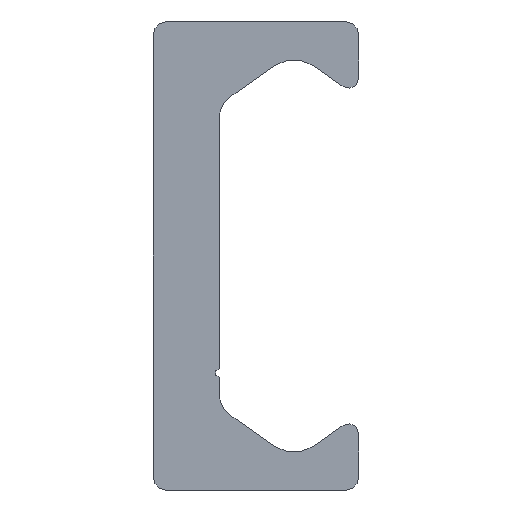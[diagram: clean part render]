
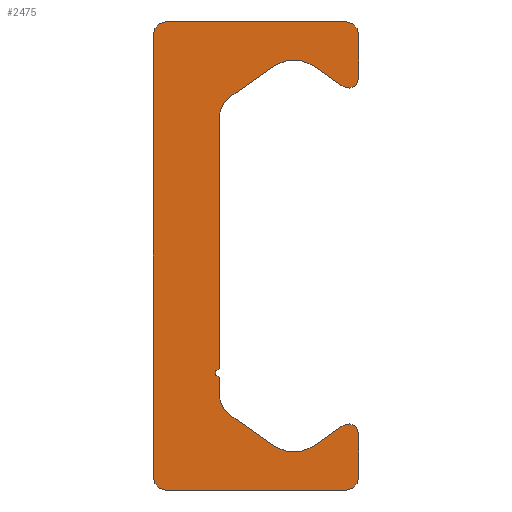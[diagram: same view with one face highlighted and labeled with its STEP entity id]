
A CAD part, left-side view. The second image highlights one B-rep face of the part: STEP entity #2475.
In plain terms, the highlighted planar face has unit normal (-1, 0, 0).
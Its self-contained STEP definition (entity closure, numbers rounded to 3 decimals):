
#1572=CARTESIAN_POINT('',(0.0,5.4,-14.));
#1573=VERTEX_POINT('',#1572);
#1580=CARTESIAN_POINT('',(0.0,6.15,-13.25));
#1581=VERTEX_POINT('',#1580);
#1582=CARTESIAN_POINT('',(0.0,5.4,-13.25));
#1583=DIRECTION('',(1.0,0.0,0.0));
#1584=DIRECTION('',(0.0,0.0,-1.0));
#1585=AXIS2_PLACEMENT_3D('',#1582,#1583,#1584);
#1586=CIRCLE('',#1585,0.75);
#1587=EDGE_CURVE('',#1573,#1581,#1586,.T.);
#1611=CARTESIAN_POINT('',(0.0,-5.4,-14.));
#1612=VERTEX_POINT('',#1611);
#1619=CARTESIAN_POINT('',(0.0,-5.4,-14.));
#1620=DIRECTION('',(0.0,1.0,0.0));
#1621=VECTOR('',#1620,10.8);
#1622=LINE('',#1619,#1621);
#1623=EDGE_CURVE('',#1612,#1573,#1622,.T.);
#1643=CARTESIAN_POINT('',(0.0,-6.15,-13.25));
#1644=VERTEX_POINT('',#1643);
#1651=CARTESIAN_POINT('',(0.0,-5.4,-13.25));
#1652=DIRECTION('',(1.0,0.0,0.0));
#1653=DIRECTION('',(0.0,-1.0,0.0));
#1654=AXIS2_PLACEMENT_3D('',#1651,#1652,#1653);
#1655=CIRCLE('',#1654,0.75);
#1656=EDGE_CURVE('',#1644,#1612,#1655,.T.);
#1675=CARTESIAN_POINT('',(0.0,-6.15,-10.63));
#1676=VERTEX_POINT('',#1675);
#1683=CARTESIAN_POINT('',(0.0,-6.15,-10.63));
#1684=DIRECTION('',(0.0,0.0,-1.0));
#1685=VECTOR('',#1684,2.62);
#1686=LINE('',#1683,#1685);
#1687=EDGE_CURVE('',#1676,#1644,#1686,.T.);
#1707=CARTESIAN_POINT('',(0.0,-5.206,-10.139));
#1708=VERTEX_POINT('',#1707);
#1715=CARTESIAN_POINT('',(0.0,-5.55,-10.63));
#1716=DIRECTION('',(1.0,0.0,0.0));
#1717=DIRECTION('',(0.0,0.574,0.819));
#1718=AXIS2_PLACEMENT_3D('',#1715,#1716,#1717);
#1719=CIRCLE('',#1718,0.6);
#1720=EDGE_CURVE('',#1708,#1676,#1719,.T.);
#1739=CARTESIAN_POINT('',(0.0,-3.417,-11.391));
#1740=VERTEX_POINT('',#1739);
#1747=CARTESIAN_POINT('',(0.0,-3.417,-11.391));
#1748=DIRECTION('',(0.0,-0.819,0.574));
#1749=VECTOR('',#1748,2.184);
#1750=LINE('',#1747,#1749);
#1751=EDGE_CURVE('',#1740,#1708,#1750,.T.);
#1771=CARTESIAN_POINT('',(0.0,-1.123,-11.391));
#1772=VERTEX_POINT('',#1771);
#1779=CARTESIAN_POINT('',(0.0,-2.27,-9.753));
#1780=DIRECTION('',(-1.0,0.0,0.0));
#1781=DIRECTION('',(0.0,0.574,0.819));
#1782=AXIS2_PLACEMENT_3D('',#1779,#1780,#1781);
#1783=CIRCLE('',#1782,2.0);
#1784=EDGE_CURVE('',#1772,#1740,#1783,.T.);
#1803=CARTESIAN_POINT('',(0.0,1.56,-9.512));
#1804=VERTEX_POINT('',#1803);
#1811=CARTESIAN_POINT('',(0.0,1.56,-9.512));
#1812=DIRECTION('',(0.0,-0.819,-0.574));
#1813=VECTOR('',#1812,3.276);
#1814=LINE('',#1811,#1813);
#1815=EDGE_CURVE('',#1804,#1772,#1814,.T.);
#1835=CARTESIAN_POINT('',(0.0,2.2,-8.283));
#1836=VERTEX_POINT('',#1835);
#1843=CARTESIAN_POINT('',(0.0,0.7,-8.283));
#1844=DIRECTION('',(-1.0,0.0,0.0));
#1845=DIRECTION('',(0.0,-0.574,0.819));
#1846=AXIS2_PLACEMENT_3D('',#1843,#1844,#1845);
#1847=CIRCLE('',#1846,1.5);
#1848=EDGE_CURVE('',#1836,#1804,#1847,.T.);
#1867=CARTESIAN_POINT('',(0.0,2.2,-7.25));
#1868=VERTEX_POINT('',#1867);
#1875=CARTESIAN_POINT('',(0.0,2.2,-7.25));
#1876=DIRECTION('',(0.0,0.0,-1.0));
#1877=VECTOR('',#1876,1.033);
#1878=LINE('',#1875,#1877);
#1879=EDGE_CURVE('',#1868,#1836,#1878,.T.);
#1899=CARTESIAN_POINT('',(0.0,2.2,-6.75));
#1900=VERTEX_POINT('',#1899);
#1907=CARTESIAN_POINT('',(0.0,2.2,-7.));
#1908=DIRECTION('',(-1.0,0.0,0.0));
#1909=DIRECTION('',(0.0,0.0,1.0));
#1910=AXIS2_PLACEMENT_3D('',#1907,#1908,#1909);
#1911=CIRCLE('',#1910,0.25);
#1912=EDGE_CURVE('',#1900,#1868,#1911,.T.);
#1931=CARTESIAN_POINT('',(0.0,2.2,8.283));
#1932=VERTEX_POINT('',#1931);
#1939=CARTESIAN_POINT('',(0.0,2.2,8.283));
#1940=DIRECTION('',(0.0,0.0,-1.0));
#1941=VECTOR('',#1940,15.033);
#1942=LINE('',#1939,#1941);
#1943=EDGE_CURVE('',#1932,#1900,#1942,.T.);
#2056=CARTESIAN_POINT('',(0.0,1.56,9.512));
#2057=VERTEX_POINT('',#2056);
#2064=CARTESIAN_POINT('',(0.0,0.7,8.283));
#2065=DIRECTION('',(-1.0,0.0,0.0));
#2066=DIRECTION('',(0.0,-1.0,0.0));
#2067=AXIS2_PLACEMENT_3D('',#2064,#2065,#2066);
#2068=CIRCLE('',#2067,1.5);
#2069=EDGE_CURVE('',#2057,#1932,#2068,.T.);
#2088=CARTESIAN_POINT('',(0.0,-1.123,11.391));
#2089=VERTEX_POINT('',#2088);
#2096=CARTESIAN_POINT('',(0.0,-1.123,11.391));
#2097=DIRECTION('',(0.0,0.819,-0.574));
#2098=VECTOR('',#2097,3.276);
#2099=LINE('',#2096,#2098);
#2100=EDGE_CURVE('',#2089,#2057,#2099,.T.);
#2120=CARTESIAN_POINT('',(0.0,-3.417,11.391));
#2121=VERTEX_POINT('',#2120);
#2128=CARTESIAN_POINT('',(0.0,-2.27,9.753));
#2129=DIRECTION('',(-1.0,0.0,0.0));
#2130=DIRECTION('',(0.0,-0.574,-0.819));
#2131=AXIS2_PLACEMENT_3D('',#2128,#2129,#2130);
#2132=CIRCLE('',#2131,2.0);
#2133=EDGE_CURVE('',#2121,#2089,#2132,.T.);
#2152=CARTESIAN_POINT('',(0.0,-5.206,10.139));
#2153=VERTEX_POINT('',#2152);
#2160=CARTESIAN_POINT('',(0.0,-5.206,10.139));
#2161=DIRECTION('',(0.0,0.819,0.574));
#2162=VECTOR('',#2161,2.184);
#2163=LINE('',#2160,#2162);
#2164=EDGE_CURVE('',#2153,#2121,#2163,.T.);
#2184=CARTESIAN_POINT('',(0.0,-6.15,10.63));
#2185=VERTEX_POINT('',#2184);
#2192=CARTESIAN_POINT('',(0.0,-5.55,10.63));
#2193=DIRECTION('',(1.0,0.0,0.0));
#2194=DIRECTION('',(0.0,-1.0,0.0));
#2195=AXIS2_PLACEMENT_3D('',#2192,#2193,#2194);
#2196=CIRCLE('',#2195,0.6);
#2197=EDGE_CURVE('',#2185,#2153,#2196,.T.);
#2216=CARTESIAN_POINT('',(0.0,-6.15,13.25));
#2217=VERTEX_POINT('',#2216);
#2224=CARTESIAN_POINT('',(0.0,-6.15,13.25));
#2225=DIRECTION('',(0.0,0.0,-1.0));
#2226=VECTOR('',#2225,2.62);
#2227=LINE('',#2224,#2226);
#2228=EDGE_CURVE('',#2217,#2185,#2227,.T.);
#2248=CARTESIAN_POINT('',(0.0,-5.4,14.));
#2249=VERTEX_POINT('',#2248);
#2256=CARTESIAN_POINT('',(0.0,-5.4,13.25));
#2257=DIRECTION('',(1.0,0.0,0.0));
#2258=DIRECTION('',(0.0,0.0,1.0));
#2259=AXIS2_PLACEMENT_3D('',#2256,#2257,#2258);
#2260=CIRCLE('',#2259,0.75);
#2261=EDGE_CURVE('',#2249,#2217,#2260,.T.);
#2280=CARTESIAN_POINT('',(0.0,5.4,14.));
#2281=VERTEX_POINT('',#2280);
#2288=CARTESIAN_POINT('',(0.0,5.4,14.));
#2289=DIRECTION('',(0.0,-1.0,0.0));
#2290=VECTOR('',#2289,10.8);
#2291=LINE('',#2288,#2290);
#2292=EDGE_CURVE('',#2281,#2249,#2291,.T.);
#2312=CARTESIAN_POINT('',(0.0,6.15,13.25));
#2313=VERTEX_POINT('',#2312);
#2320=CARTESIAN_POINT('',(0.0,5.4,13.25));
#2321=DIRECTION('',(1.0,0.0,0.0));
#2322=DIRECTION('',(0.0,1.0,0.0));
#2323=AXIS2_PLACEMENT_3D('',#2320,#2321,#2322);
#2324=CIRCLE('',#2323,0.75);
#2325=EDGE_CURVE('',#2313,#2281,#2324,.T.);
#2343=CARTESIAN_POINT('',(0.0,6.15,-13.25));
#2344=DIRECTION('',(0.0,0.0,1.0));
#2345=VECTOR('',#2344,26.5);
#2346=LINE('',#2343,#2345);
#2347=EDGE_CURVE('',#1581,#2313,#2346,.T.);
#2446=CARTESIAN_POINT('',(0.0,1.352,-0.021));
#2447=DIRECTION('',(1.0,0.0,0.0));
#2448=DIRECTION('',(0.0,0.0,-1.0));
#2449=AXIS2_PLACEMENT_3D('',#2446,#2447,#2448);
#2450=PLANE('',#2449);
#2451=ORIENTED_EDGE('',*,*,#2347,.F.);
#2452=ORIENTED_EDGE('',*,*,#1587,.F.);
#2453=ORIENTED_EDGE('',*,*,#1623,.F.);
#2454=ORIENTED_EDGE('',*,*,#1656,.F.);
#2455=ORIENTED_EDGE('',*,*,#1687,.F.);
#2456=ORIENTED_EDGE('',*,*,#1720,.F.);
#2457=ORIENTED_EDGE('',*,*,#1751,.F.);
#2458=ORIENTED_EDGE('',*,*,#1784,.F.);
#2459=ORIENTED_EDGE('',*,*,#1815,.F.);
#2460=ORIENTED_EDGE('',*,*,#1848,.F.);
#2461=ORIENTED_EDGE('',*,*,#1879,.F.);
#2462=ORIENTED_EDGE('',*,*,#1912,.F.);
#2463=ORIENTED_EDGE('',*,*,#1943,.F.);
#2464=ORIENTED_EDGE('',*,*,#2069,.F.);
#2465=ORIENTED_EDGE('',*,*,#2100,.F.);
#2466=ORIENTED_EDGE('',*,*,#2133,.F.);
#2467=ORIENTED_EDGE('',*,*,#2164,.F.);
#2468=ORIENTED_EDGE('',*,*,#2197,.F.);
#2469=ORIENTED_EDGE('',*,*,#2228,.F.);
#2470=ORIENTED_EDGE('',*,*,#2261,.F.);
#2471=ORIENTED_EDGE('',*,*,#2292,.F.);
#2472=ORIENTED_EDGE('',*,*,#2325,.F.);
#2473=EDGE_LOOP('',(#2451,#2452,#2453,#2454,#2455,#2456,#2457,#2458,#2459,#2460,#2461,#2462,#2463,#2464,#2465,#2466,#2467,#2468,#2469,#2470,#2471,#2472));
#2474=FACE_OUTER_BOUND('',#2473,.T.);
#2475=ADVANCED_FACE('',(#2474),#2450,.F.);
